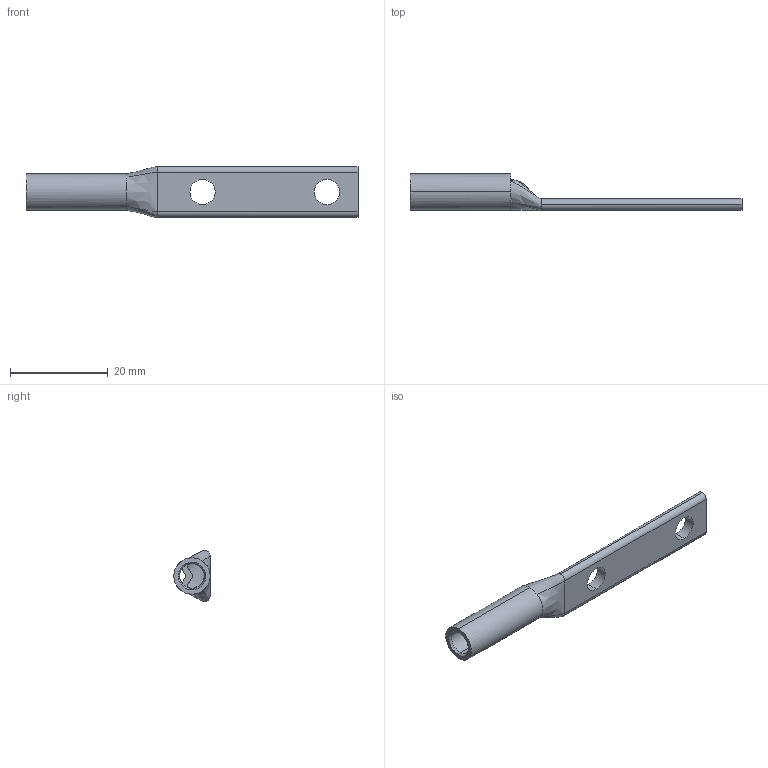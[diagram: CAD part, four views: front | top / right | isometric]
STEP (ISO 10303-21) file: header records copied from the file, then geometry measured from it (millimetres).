
FILE_DESCRIPTION (( 'STEP AP203' ), '1' );
FILE_NAME ('BLU-6D-2TC14E1-1.step', '2024-09-09T18:03:10', ( '' ), ( '' ), 'SwSTEP 2.0', 'SolidWorks 2023', '' );
FILE_SCHEMA (( 'CONFIG_CONTROL_DESIGN' ));
Length unit declared in the file: inch
Products named in the file (1): BLU-6D-2TC14E1-1
Bounding box: 67.82 x 7.42 x 10.41 mm (x, y, z)
Volume: 1450.2 mm3; surface area: 2073.2 mm2
Topology: 1 solids, 1 shells, 39 faces, 103 edges, 65 vertices
Faces by surface type: cylinder 13, bspline 13, plane 11, cone 2
Entity records: 1886 total; most frequent: CARTESIAN_POINT 954, ORIENTED_EDGE 206, DIRECTION 129, EDGE_CURVE 103, VERTEX_POINT 65, B_SPLINE_CURVE_WITH_KNOTS 48, AXIS2_PLACEMENT_3D 47, EDGE_LOOP 44
